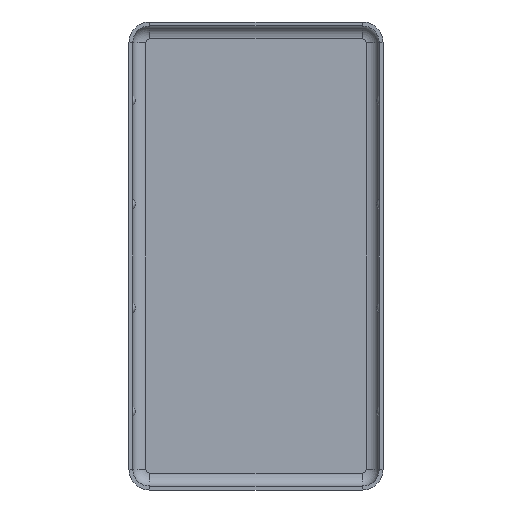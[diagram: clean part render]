
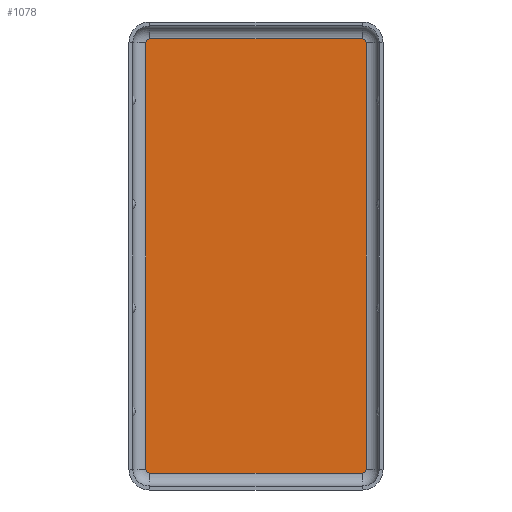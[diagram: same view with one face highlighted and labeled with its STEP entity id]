
A CAD part, front view. The second image highlights one B-rep face of the part: STEP entity #1078.
In plain terms, the highlighted planar face has unit normal (0, -1, 0).
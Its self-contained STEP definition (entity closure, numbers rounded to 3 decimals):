
#49 = VERTEX_POINT ( 'NONE', #865 ) ;
#66 = DIRECTION ( 'NONE',  ( 0., 0., -1. ) ) ;
#69 = FACE_OUTER_BOUND ( 'NONE', #1801, .T. ) ;
#72 = DIRECTION ( 'NONE',  ( 0., 0., 1. ) ) ;
#115 = EDGE_CURVE ( 'NONE', #1422, #1136, #1613, .T. ) ;
#118 = CARTESIAN_POINT ( 'NONE',  ( -8.5, 0., 16.45 ) ) ;
#141 = EDGE_CURVE ( 'NONE', #349, #870, #845, .T. ) ;
#150 = CIRCLE ( 'NONE', #1432, 0.3 ) ;
#158 = CARTESIAN_POINT ( 'NONE',  ( -8.2, 0., 16.45 ) ) ;
#184 = VERTEX_POINT ( 'NONE', #1143 ) ;
#209 = CARTESIAN_POINT ( 'NONE',  ( 8.2, 0., -16.75 ) ) ;
#216 = CARTESIAN_POINT ( 'NONE',  ( -8.2, 0., -16.45 ) ) ;
#349 = VERTEX_POINT ( 'NONE', #1982 ) ;
#387 = VECTOR ( 'NONE', #1317, 1000. ) ;
#397 = VECTOR ( 'NONE', #947, 1000. ) ;
#404 = ORIENTED_EDGE ( 'NONE', *, *, #141, .T. ) ;
#407 = CIRCLE ( 'NONE', #473, 0.3 ) ;
#423 = VECTOR ( 'NONE', #1795, 1000. ) ;
#473 = AXIS2_PLACEMENT_3D ( 'NONE', #816, #1595, #1421 ) ;
#514 = ORIENTED_EDGE ( 'NONE', *, *, #678, .T. ) ;
#519 = CARTESIAN_POINT ( 'NONE',  ( 8.2, 0., -16.45 ) ) ;
#581 = DIRECTION ( 'NONE',  ( 0., 0., -1. ) ) ;
#674 = DIRECTION ( 'NONE',  ( 0., 0., -1. ) ) ;
#678 = EDGE_CURVE ( 'NONE', #184, #349, #801, .T. ) ;
#796 = DIRECTION ( 'NONE',  ( 0., 1., 0. ) ) ;
#801 = CIRCLE ( 'NONE', #1666, 0.3 ) ;
#803 = CARTESIAN_POINT ( 'NONE',  ( 8.5, 0., -16.45 ) ) ;
#816 = CARTESIAN_POINT ( 'NONE',  ( 8.2, 0., -16.45 ) ) ;
#845 = LINE ( 'NONE', #1980, #423 ) ;
#865 = CARTESIAN_POINT ( 'NONE',  ( -8.2, 0., -16.75 ) ) ;
#870 = VERTEX_POINT ( 'NONE', #2044 ) ;
#912 = VERTEX_POINT ( 'NONE', #803 ) ;
#919 = EDGE_CURVE ( 'NONE', #1422, #870, #150, .T. ) ;
#946 = CARTESIAN_POINT ( 'NONE',  ( 8.2, 0., -16.75 ) ) ;
#947 = DIRECTION ( 'NONE',  ( 0., 0., -1. ) ) ;
#965 = VERTEX_POINT ( 'NONE', #946 ) ;
#1009 = CIRCLE ( 'NONE', #1987, 0.3 ) ;
#1018 = DIRECTION ( 'NONE',  ( 0., -1., 0. ) ) ;
#1078 = ADVANCED_FACE ( 'NONE', ( #69 ), #1612, .T. ) ;
#1122 = DIRECTION ( 'NONE',  ( 0., -1., 0. ) ) ;
#1131 = ORIENTED_EDGE ( 'NONE', *, *, #1724, .F. ) ;
#1136 = VERTEX_POINT ( 'NONE', #1969 ) ;
#1143 = CARTESIAN_POINT ( 'NONE',  ( 8.5, 0., 16.45 ) ) ;
#1182 = EDGE_CURVE ( 'NONE', #965, #49, #1428, .T. ) ;
#1188 = ORIENTED_EDGE ( 'NONE', *, *, #1572, .F. ) ;
#1193 = EDGE_CURVE ( 'NONE', #1136, #49, #1009, .T. ) ;
#1208 = ORIENTED_EDGE ( 'NONE', *, *, #1193, .T. ) ;
#1317 = DIRECTION ( 'NONE',  ( -1., 0., 0. ) ) ;
#1421 = DIRECTION ( 'NONE',  ( 0., 0., 1. ) ) ;
#1422 = VERTEX_POINT ( 'NONE', #118 ) ;
#1424 = ORIENTED_EDGE ( 'NONE', *, *, #115, .T. ) ;
#1428 = LINE ( 'NONE', #209, #387 ) ;
#1432 = AXIS2_PLACEMENT_3D ( 'NONE', #158, #796, #1923 ) ;
#1433 = VECTOR ( 'NONE', #66, 1000. ) ;
#1572 = EDGE_CURVE ( 'NONE', #184, #912, #1770, .T. ) ;
#1595 = DIRECTION ( 'NONE',  ( 0., 1., 0. ) ) ;
#1612 = PLANE ( 'NONE',  #1762 ) ;
#1613 = LINE ( 'NONE', #1811, #1433 ) ;
#1666 = AXIS2_PLACEMENT_3D ( 'NONE', #1800, #2041, #581 ) ;
#1724 = EDGE_CURVE ( 'NONE', #912, #965, #407, .T. ) ;
#1728 = ORIENTED_EDGE ( 'NONE', *, *, #1182, .F. ) ;
#1733 = CARTESIAN_POINT ( 'NONE',  ( 8.5, 0., 0. ) ) ;
#1762 = AXIS2_PLACEMENT_3D ( 'NONE', #519, #1122, #674 ) ;
#1770 = LINE ( 'NONE', #1733, #397 ) ;
#1795 = DIRECTION ( 'NONE',  ( -1., 0., 0. ) ) ;
#1800 = CARTESIAN_POINT ( 'NONE',  ( 8.2, 0., 16.45 ) ) ;
#1801 = EDGE_LOOP ( 'NONE', ( #1728, #1131, #1188, #514, #404, #1884, #1424, #1208 ) ) ;
#1811 = CARTESIAN_POINT ( 'NONE',  ( -8.5, 0., 0. ) ) ;
#1884 = ORIENTED_EDGE ( 'NONE', *, *, #919, .F. ) ;
#1923 = DIRECTION ( 'NONE',  ( 0., 0., -1. ) ) ;
#1969 = CARTESIAN_POINT ( 'NONE',  ( -8.5, 0., -16.45 ) ) ;
#1980 = CARTESIAN_POINT ( 'NONE',  ( 8.2, 0., 16.75 ) ) ;
#1982 = CARTESIAN_POINT ( 'NONE',  ( 8.2, 0., 16.75 ) ) ;
#1987 = AXIS2_PLACEMENT_3D ( 'NONE', #216, #1018, #72 ) ;
#2041 = DIRECTION ( 'NONE',  ( 0., -1., 0. ) ) ;
#2044 = CARTESIAN_POINT ( 'NONE',  ( -8.2, 0., 16.75 ) ) ;
